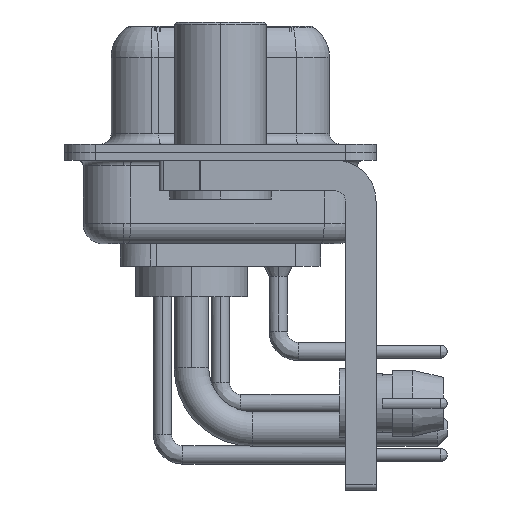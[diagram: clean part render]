
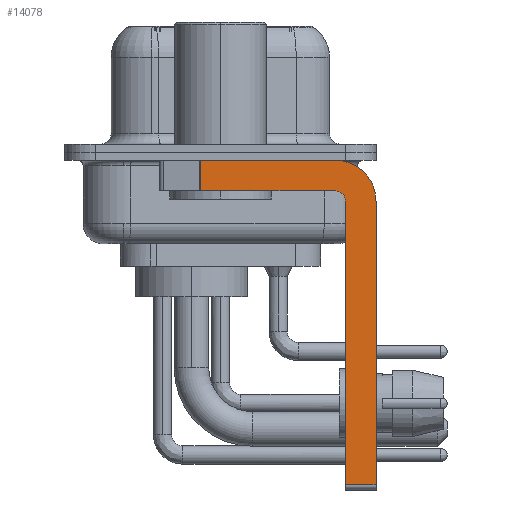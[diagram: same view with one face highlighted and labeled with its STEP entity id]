
A CAD part, left-side view. The second image highlights one B-rep face of the part: STEP entity #14078.
In plain terms, the highlighted planar face has unit normal (-1, 0, 0).
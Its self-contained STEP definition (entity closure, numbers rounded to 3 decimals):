
#2104 = CARTESIAN_POINT ( 'NONE',  ( -2.9, -5.65, -2.4 ) ) ;
#2406 = DIRECTION ( 'NONE',  ( 0., 1., 0. ) ) ;
#2851 = EDGE_CURVE ( 'NONE', #29553, #18110, #32662, .T. ) ;
#2926 = CARTESIAN_POINT ( 'NONE',  ( -2.9, -6.15, -2.4 ) ) ;
#3544 = CARTESIAN_POINT ( 'NONE',  ( -2.9, -6.15, -16.35 ) ) ;
#3761 = CARTESIAN_POINT ( 'NONE',  ( -2.9, -5.65, -16.35 ) ) ;
#4278 = DIRECTION ( 'NONE',  ( 0., 0., 1. ) ) ;
#4621 = VERTEX_POINT ( 'NONE', #16396 ) ;
#5848 = DIRECTION ( 'NONE',  ( 0., 0., 1. ) ) ;
#6122 = VERTEX_POINT ( 'NONE', #9689 ) ;
#7780 = VERTEX_POINT ( 'NONE', #3544 ) ;
#9190 = PLANE ( 'NONE',  #15213 ) ;
#9292 = CARTESIAN_POINT ( 'NONE',  ( -2.9, 0.978, -0.4 ) ) ;
#9523 = DIRECTION ( 'NONE',  ( 1., 0., 0. ) ) ;
#9689 = CARTESIAN_POINT ( 'NONE',  ( -2.9, -7.65, -2.4 ) ) ;
#10059 = CIRCLE ( 'NONE', #27884, 2. ) ;
#10940 = DIRECTION ( 'NONE',  ( 0., 0., -1. ) ) ;
#11127 = LINE ( 'NONE', #26815, #30306 ) ;
#11658 = ORIENTED_EDGE ( 'NONE', *, *, #13477, .F. ) ;
#13380 = EDGE_CURVE ( 'NONE', #29553, #4621, #11127, .T. ) ;
#13477 = EDGE_CURVE ( 'NONE', #7780, #19125, #31566, .T. ) ;
#13499 = ORIENTED_EDGE ( 'NONE', *, *, #14071, .T. ) ;
#14071 = EDGE_CURVE ( 'NONE', #7780, #24884, #27283, .T. ) ;
#14078 = ADVANCED_FACE ( 'NONE', ( #24561 ), #9190, .F. ) ;
#15134 = LINE ( 'NONE', #20685, #27979 ) ;
#15150 = VECTOR ( 'NONE', #5848, 1000. ) ;
#15213 = AXIS2_PLACEMENT_3D ( 'NONE', #29497, #9523, #32198 ) ;
#15526 = EDGE_CURVE ( 'NONE', #6122, #24884, #20621, .T. ) ;
#15948 = CIRCLE ( 'NONE', #21339, 0.5 ) ;
#16396 = CARTESIAN_POINT ( 'NONE',  ( -2.9, 0.978, -1.9 ) ) ;
#16775 = CARTESIAN_POINT ( 'NONE',  ( -2.9, 3., -0.4 ) ) ;
#17678 = DIRECTION ( 'NONE',  ( 0., 0., -1. ) ) ;
#17891 = VECTOR ( 'NONE', #22487, 1000. ) ;
#18110 = VERTEX_POINT ( 'NONE', #31118 ) ;
#18445 = ORIENTED_EDGE ( 'NONE', *, *, #13380, .T. ) ;
#19125 = VERTEX_POINT ( 'NONE', #2926 ) ;
#19632 = VERTEX_POINT ( 'NONE', #26701 ) ;
#19787 = DIRECTION ( 'NONE',  ( 0., -1., 0. ) ) ;
#20158 = CARTESIAN_POINT ( 'NONE',  ( -2.9, -5.65, -2.4 ) ) ;
#20621 = LINE ( 'NONE', #27752, #17891 ) ;
#20685 = CARTESIAN_POINT ( 'NONE',  ( -2.9, -5.65, -1.9 ) ) ;
#21339 = AXIS2_PLACEMENT_3D ( 'NONE', #20158, #27465, #4278 ) ;
#21429 = VECTOR ( 'NONE', #19787, 1000. ) ;
#22355 = DIRECTION ( 'NONE',  ( 0., -1., 0. ) ) ;
#22487 = DIRECTION ( 'NONE',  ( 0., 0., -1. ) ) ;
#22541 = EDGE_CURVE ( 'NONE', #19125, #19632, #15948, .T. ) ;
#23432 = EDGE_CURVE ( 'NONE', #18110, #6122, #10059, .T. ) ;
#24561 = FACE_OUTER_BOUND ( 'NONE', #32063, .T. ) ;
#24884 = VERTEX_POINT ( 'NONE', #30735 ) ;
#25455 = DIRECTION ( 'NONE',  ( 1., 0., 0. ) ) ;
#26652 = EDGE_CURVE ( 'NONE', #19632, #4621, #15134, .T. ) ;
#26701 = CARTESIAN_POINT ( 'NONE',  ( -2.9, -5.65, -1.9 ) ) ;
#26815 = CARTESIAN_POINT ( 'NONE',  ( -2.9, 0.978, -1.9 ) ) ;
#27283 = LINE ( 'NONE', #3761, #28161 ) ;
#27465 = DIRECTION ( 'NONE',  ( -1., 0., 0. ) ) ;
#27752 = CARTESIAN_POINT ( 'NONE',  ( -2.9, -7.65, -2.4 ) ) ;
#27884 = AXIS2_PLACEMENT_3D ( 'NONE', #2104, #25455, #17678 ) ;
#27979 = VECTOR ( 'NONE', #2406, 1000. ) ;
#28161 = VECTOR ( 'NONE', #22355, 1000. ) ;
#28223 = ORIENTED_EDGE ( 'NONE', *, *, #26652, .F. ) ;
#28442 = ORIENTED_EDGE ( 'NONE', *, *, #22541, .F. ) ;
#29046 = CARTESIAN_POINT ( 'NONE',  ( -2.9, -6.15, -16.6 ) ) ;
#29497 = CARTESIAN_POINT ( 'NONE',  ( -2.9, -5.65, -2.4 ) ) ;
#29553 = VERTEX_POINT ( 'NONE', #9292 ) ;
#29686 = ORIENTED_EDGE ( 'NONE', *, *, #15526, .F. ) ;
#30306 = VECTOR ( 'NONE', #10940, 1000. ) ;
#30735 = CARTESIAN_POINT ( 'NONE',  ( -2.9, -7.65, -16.35 ) ) ;
#31118 = CARTESIAN_POINT ( 'NONE',  ( -2.9, -5.65, -0.4 ) ) ;
#31566 = LINE ( 'NONE', #29046, #15150 ) ;
#32063 = EDGE_LOOP ( 'NONE', ( #32700, #18445, #28223, #28442, #11658, #13499, #29686, #32515 ) ) ;
#32198 = DIRECTION ( 'NONE',  ( 0., 0., -1. ) ) ;
#32515 = ORIENTED_EDGE ( 'NONE', *, *, #23432, .F. ) ;
#32662 = LINE ( 'NONE', #16775, #21429 ) ;
#32700 = ORIENTED_EDGE ( 'NONE', *, *, #2851, .F. ) ;
